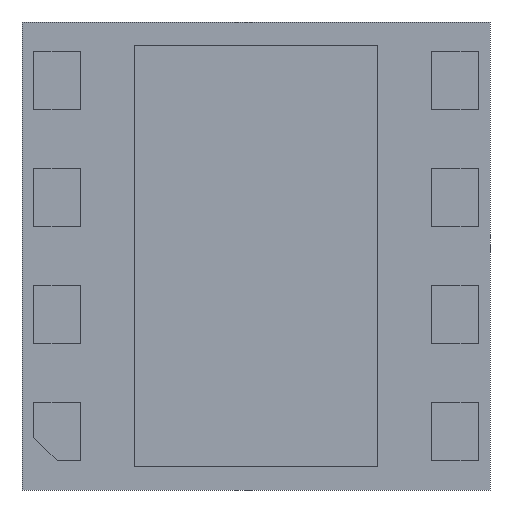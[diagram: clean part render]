
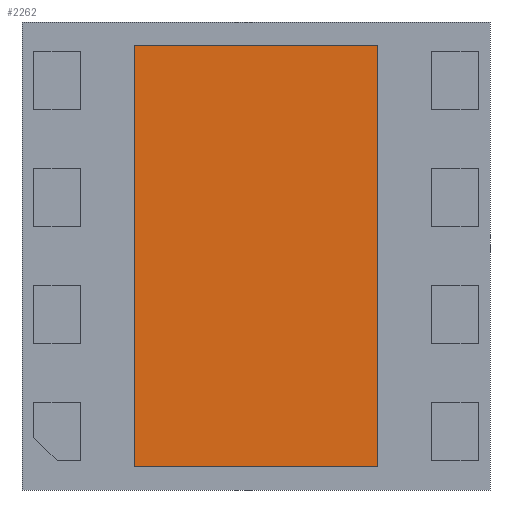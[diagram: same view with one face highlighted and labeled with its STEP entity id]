
A CAD part, front view. The second image highlights one B-rep face of the part: STEP entity #2262.
In plain terms, the highlighted planar face has unit normal (0, -1, 0).
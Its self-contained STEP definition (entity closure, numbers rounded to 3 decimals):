
#154 = EDGE_CURVE ( 'NONE', #1583, #1839, #217, .T. ) ;
#217 = LINE ( 'NONE', #2718, #3190 ) ;
#253 = EDGE_LOOP ( 'NONE', ( #2125, #1615, #1942, #667 ) ) ;
#434 = LINE ( 'NONE', #2909, #1356 ) ;
#648 = EDGE_CURVE ( 'NONE', #1839, #1760, #1087, .T. ) ;
#667 = ORIENTED_EDGE ( 'NONE', *, *, #648, .F. ) ;
#748 = CARTESIAN_POINT ( 'NONE',  ( 0.52, 0., 0.9 ) ) ;
#967 = PLANE ( 'NONE',  #1735 ) ;
#990 = CARTESIAN_POINT ( 'NONE',  ( -0.52, 0., 0.9 ) ) ;
#1087 = LINE ( 'NONE', #1840, #1537 ) ;
#1285 = DIRECTION ( 'NONE',  ( 0., 0., -1. ) ) ;
#1356 = VECTOR ( 'NONE', #2145, 1000. ) ;
#1453 = CARTESIAN_POINT ( 'NONE',  ( 0.52, 0., -0.9 ) ) ;
#1537 = VECTOR ( 'NONE', #1596, 1000. ) ;
#1583 = VERTEX_POINT ( 'NONE', #748 ) ;
#1596 = DIRECTION ( 'NONE',  ( -1., 0., 0. ) ) ;
#1615 = ORIENTED_EDGE ( 'NONE', *, *, #2842, .F. ) ;
#1734 = CARTESIAN_POINT ( 'NONE',  ( 0., 0., 0. ) ) ;
#1735 = AXIS2_PLACEMENT_3D ( 'NONE', #1734, #2734, #1285 ) ;
#1760 = VERTEX_POINT ( 'NONE', #1885 ) ;
#1839 = VERTEX_POINT ( 'NONE', #1453 ) ;
#1840 = CARTESIAN_POINT ( 'NONE',  ( -0.52, 0., -0.9 ) ) ;
#1885 = CARTESIAN_POINT ( 'NONE',  ( -0.52, 0., -0.9 ) ) ;
#1942 = ORIENTED_EDGE ( 'NONE', *, *, #2708, .F. ) ;
#1956 = DIRECTION ( 'NONE',  ( 0., 0., -1. ) ) ;
#1976 = DIRECTION ( 'NONE',  ( 1., 0., 0. ) ) ;
#2125 = ORIENTED_EDGE ( 'NONE', *, *, #154, .F. ) ;
#2145 = DIRECTION ( 'NONE',  ( 0., 0., 1. ) ) ;
#2229 = LINE ( 'NONE', #990, #2512 ) ;
#2262 = ADVANCED_FACE ( 'NONE', ( #3202 ), #967, .T. ) ;
#2449 = VERTEX_POINT ( 'NONE', #2976 ) ;
#2512 = VECTOR ( 'NONE', #1976, 1000. ) ;
#2708 = EDGE_CURVE ( 'NONE', #1760, #2449, #434, .T. ) ;
#2718 = CARTESIAN_POINT ( 'NONE',  ( 0.52, 0., 0.9 ) ) ;
#2734 = DIRECTION ( 'NONE',  ( 0., -1., 0. ) ) ;
#2842 = EDGE_CURVE ( 'NONE', #2449, #1583, #2229, .T. ) ;
#2909 = CARTESIAN_POINT ( 'NONE',  ( -0.52, 0., 0.9 ) ) ;
#2976 = CARTESIAN_POINT ( 'NONE',  ( -0.52, 0., 0.9 ) ) ;
#3190 = VECTOR ( 'NONE', #1956, 1000. ) ;
#3202 = FACE_OUTER_BOUND ( 'NONE', #253, .T. ) ;
